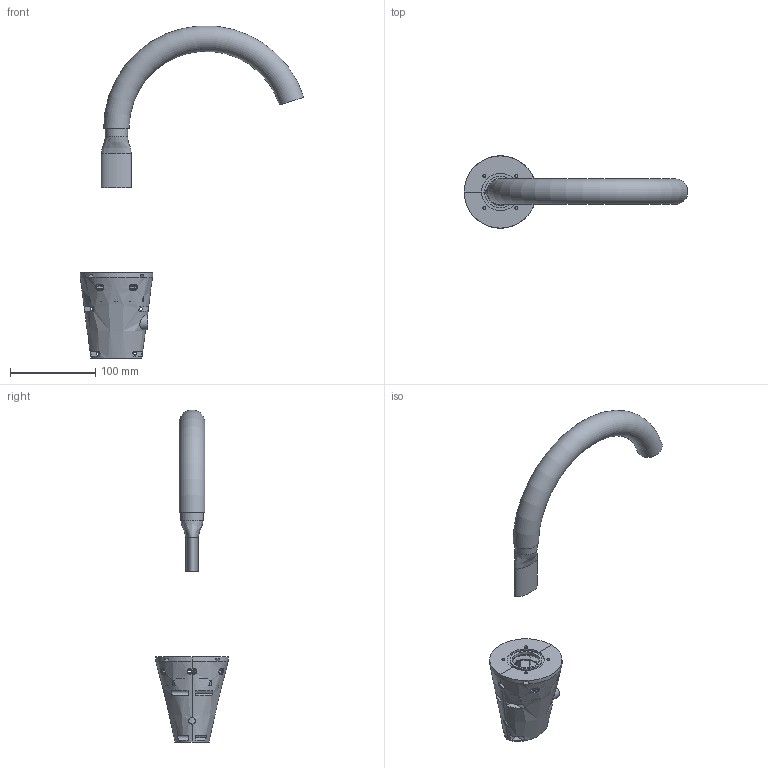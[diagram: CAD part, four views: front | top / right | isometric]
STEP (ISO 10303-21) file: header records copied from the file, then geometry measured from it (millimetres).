
FILE_DESCRIPTION(/* description */ (''),/* implementation_level */ '2;1');
FILE_NAME(/* name */ 'Vacuum_Cleaner v21.step',/* time_stamp */ '2024-07-19T23:29:00-07:00',/* author */ (''),/* organization */ (''),/* preprocessor_version */ 'ST-DEVELOPER v20',/* originating_system */ 'Autodesk Translation Framework v13.14.0.145',/* authorisation */ '');
FILE_SCHEMA (('AUTOMOTIVE_DESIGN { 1 0 10303 214 3 1 1 }'));
Length unit declared in the file: millimetre
Products named in the file (4): Vacuum_Cleaner; Motor; Hose; Motor_Housing
Assembly tree (3 placements, depth 2):
  Vacuum_Cleaner
    Motor
    Hose
    Motor_Housing
Bounding box: 262.77 x 85 x 390.16 mm (x, y, z)
Volume: 359104 mm3; surface area: 142818.3 mm2
Topology: 7 solids, 7 shells, 369 faces, 1073 edges, 698 vertices
Faces by surface type: plane 244, cylinder 94, bspline 26, torus 3, cone 2
Full cylindrical faces by diameter (mm): 2.8 x2, 3.4 x16, 3.5 x1, 24 x1, 26.4 x1, 35.6 x2, 39.9 x1, 71 x2
Entity records: 16147 total; most frequent: CARTESIAN_POINT 6666, ORIENTED_EDGE 2146, DIRECTION 1648, EDGE_CURVE 1073, VERTEX_POINT 698, LINE 594, VECTOR 594, AXIS2_PLACEMENT_3D 527
